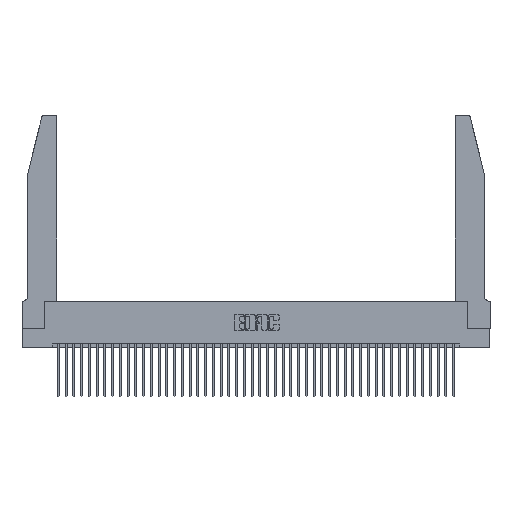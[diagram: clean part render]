
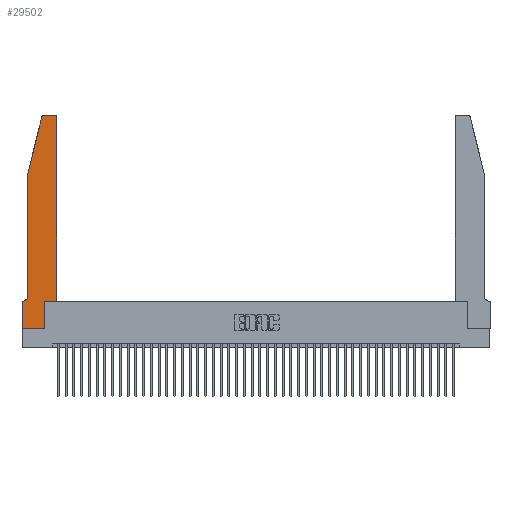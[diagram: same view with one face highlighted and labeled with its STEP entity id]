
A CAD part, top view. The second image highlights one B-rep face of the part: STEP entity #29502.
In plain terms, the highlighted planar face has unit normal (0, 0, 1).
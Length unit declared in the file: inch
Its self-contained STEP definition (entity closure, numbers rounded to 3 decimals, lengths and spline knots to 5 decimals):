
#29 = EDGE_CURVE ( 'NONE', #31339, #9907, #33398, .T. ) ;
#325 = CARTESIAN_POINT ( 'NONE',  ( 0.284, 2.72, 0.37 ) ) ;
#1025 = LINE ( 'NONE', #23107, #18319 ) ;
#2311 = CARTESIAN_POINT ( 'NONE',  ( 0.4205, 2.72, 0.37 ) ) ;
#2366 = CIRCLE ( 'NONE', #28588, 0.03 ) ;
#2703 = EDGE_CURVE ( 'NONE', #33999, #16454, #1025, .T. ) ;
#3747 = VECTOR ( 'NONE', #34018, 39.37008 ) ;
#3902 = DIRECTION ( 'NONE',  ( 1., 0., 0. ) ) ;
#4243 = EDGE_CURVE ( 'NONE', #36393, #33999, #38929, .T. ) ;
#4465 = PLANE ( 'NONE',  #17235 ) ;
#4711 = LINE ( 'NONE', #31686, #5817 ) ;
#4864 = DIRECTION ( 'NONE',  ( 1., 0., 0. ) ) ;
#4987 = EDGE_CURVE ( 'NONE', #16454, #6487, #38333, .T. ) ;
#4988 = CARTESIAN_POINT ( 'NONE',  ( 0.0055, 0.35, 0.37 ) ) ;
#5025 = CARTESIAN_POINT ( 'NONE',  ( 0.4505, 0.35, 0.37 ) ) ;
#5080 = ORIENTED_EDGE ( 'NONE', *, *, #20903, .T. ) ;
#5661 = CARTESIAN_POINT ( 'NONE',  ( 0.0755, 0.35, 0.37 ) ) ;
#5792 = DIRECTION ( 'NONE',  ( 0., 1., 0. ) ) ;
#5817 = VECTOR ( 'NONE', #24828, 39.37008 ) ;
#5838 = DIRECTION ( 'NONE',  ( 1., 0., 0. ) ) ;
#5846 = EDGE_LOOP ( 'NONE', ( #22517, #11510, #37232, #30324, #6664, #9416, #5080, #25937, #31770, #5901, #40046, #22160 ) ) ;
#5901 = ORIENTED_EDGE ( 'NONE', *, *, #29, .T. ) ;
#6391 = VERTEX_POINT ( 'NONE', #14976 ) ;
#6487 = VERTEX_POINT ( 'NONE', #4988 ) ;
#6664 = ORIENTED_EDGE ( 'NONE', *, *, #4987, .T. ) ;
#7241 = LINE ( 'NONE', #5661, #42255 ) ;
#7735 = VERTEX_POINT ( 'NONE', #43185 ) ;
#8304 = DIRECTION ( 'NONE',  ( 0., -1., 0. ) ) ;
#9416 = ORIENTED_EDGE ( 'NONE', *, *, #40336, .T. ) ;
#9907 = VERTEX_POINT ( 'NONE', #31658 ) ;
#11260 = AXIS2_PLACEMENT_3D ( 'NONE', #32243, #11961, #35614 ) ;
#11510 = ORIENTED_EDGE ( 'NONE', *, *, #30752, .T. ) ;
#11961 = DIRECTION ( 'NONE',  ( 0., 0., -1. ) ) ;
#13018 = CARTESIAN_POINT ( 'NONE',  ( 0.284, 2.75, 0.37 ) ) ;
#13572 = LINE ( 'NONE', #40881, #30532 ) ;
#14285 = CARTESIAN_POINT ( 'NONE',  ( 0., 0., 0.37 ) ) ;
#14791 = CARTESIAN_POINT ( 'NONE',  ( 0.2865, 0.35, 0.37 ) ) ;
#14873 = CARTESIAN_POINT ( 'NONE',  ( 0.0755, 2., 0.37 ) ) ;
#14904 = DIRECTION ( 'NONE',  ( 0., 0., 1. ) ) ;
#14976 = CARTESIAN_POINT ( 'NONE',  ( 0.4205, 2.75, 0.37 ) ) ;
#15416 = VECTOR ( 'NONE', #4864, 39.37008 ) ;
#16044 = CARTESIAN_POINT ( 'NONE',  ( 0.2865, 0.35, 0.37 ) ) ;
#16454 = VERTEX_POINT ( 'NONE', #43648 ) ;
#16500 = VERTEX_POINT ( 'NONE', #37324 ) ;
#16894 = CARTESIAN_POINT ( 'NONE',  ( 0.4505, 0.35, 0.37 ) ) ;
#17153 = CARTESIAN_POINT ( 'NONE',  ( 0.0755, 2., 0.37 ) ) ;
#17235 = AXIS2_PLACEMENT_3D ( 'NONE', #24782, #14904, #38578 ) ;
#17388 = EDGE_CURVE ( 'NONE', #37012, #6391, #2366, .T. ) ;
#18319 = VECTOR ( 'NONE', #26546, 39.37008 ) ;
#18721 = LINE ( 'NONE', #16894, #25592 ) ;
#19193 = AXIS2_PLACEMENT_3D ( 'NONE', #325, #24387, #3902 ) ;
#20779 = EDGE_CURVE ( 'NONE', #6391, #34396, #13572, .T. ) ;
#20903 = EDGE_CURVE ( 'NONE', #7735, #26174, #36306, .T. ) ;
#22160 = ORIENTED_EDGE ( 'NONE', *, *, #17388, .T. ) ;
#22517 = ORIENTED_EDGE ( 'NONE', *, *, #20779, .T. ) ;
#23107 = CARTESIAN_POINT ( 'NONE',  ( 0.0755, 2., 0.37 ) ) ;
#24017 = EDGE_CURVE ( 'NONE', #9907, #37012, #18721, .T. ) ;
#24387 = DIRECTION ( 'NONE',  ( 0., 0., 1. ) ) ;
#24782 = CARTESIAN_POINT ( 'NONE',  ( 0., 0.35, 0.37 ) ) ;
#24828 = DIRECTION ( 'NONE',  ( 1., 0., 0. ) ) ;
#25592 = VECTOR ( 'NONE', #43935, 39.37008 ) ;
#25937 = ORIENTED_EDGE ( 'NONE', *, *, #44133, .T. ) ;
#26174 = VERTEX_POINT ( 'NONE', #36807 ) ;
#26252 = DIRECTION ( 'NONE',  ( 0., 0., 1. ) ) ;
#26546 = DIRECTION ( 'NONE',  ( 0., -1., 0. ) ) ;
#27293 = VECTOR ( 'NONE', #8304, 39.37008 ) ;
#27824 = FACE_OUTER_BOUND ( 'NONE', #5846, .T. ) ;
#28588 = AXIS2_PLACEMENT_3D ( 'NONE', #2311, #26252, #5838 ) ;
#29502 = ADVANCED_FACE ( 'NONE', ( #27824 ), #4465, .T. ) ;
#29540 = DIRECTION ( 'NONE',  ( -1., 0., 0. ) ) ;
#30324 = ORIENTED_EDGE ( 'NONE', *, *, #2703, .T. ) ;
#30532 = VECTOR ( 'NONE', #37547, 39.37008 ) ;
#30752 = EDGE_CURVE ( 'NONE', #34396, #36393, #39849, .T. ) ;
#31290 = VECTOR ( 'NONE', #5792, 39.37008 ) ;
#31339 = VERTEX_POINT ( 'NONE', #14791 ) ;
#31347 = CARTESIAN_POINT ( 'NONE',  ( 0.25487, 2.72718, 0.37 ) ) ;
#31658 = CARTESIAN_POINT ( 'NONE',  ( 0.4505, 0.35, 0.37 ) ) ;
#31686 = CARTESIAN_POINT ( 'NONE',  ( 0., 0., 0.37 ) ) ;
#31770 = ORIENTED_EDGE ( 'NONE', *, *, #32234, .T. ) ;
#32234 = EDGE_CURVE ( 'NONE', #16500, #31339, #40229, .T. ) ;
#32243 = CARTESIAN_POINT ( 'NONE',  ( 0.0055, 0.42, 0.37 ) ) ;
#33398 = LINE ( 'NONE', #5025, #15416 ) ;
#33999 = VERTEX_POINT ( 'NONE', #14873 ) ;
#34018 = DIRECTION ( 'NONE',  ( -0.239, -0.971, 0. ) ) ;
#34396 = VERTEX_POINT ( 'NONE', #13018 ) ;
#35614 = DIRECTION ( 'NONE',  ( -1., 0., 0. ) ) ;
#36306 = LINE ( 'NONE', #14285, #27293 ) ;
#36393 = VERTEX_POINT ( 'NONE', #31347 ) ;
#36807 = CARTESIAN_POINT ( 'NONE',  ( 0., 0., 0.37 ) ) ;
#37012 = VERTEX_POINT ( 'NONE', #41049 ) ;
#37232 = ORIENTED_EDGE ( 'NONE', *, *, #4243, .T. ) ;
#37324 = CARTESIAN_POINT ( 'NONE',  ( 0.2865, 0., 0.37 ) ) ;
#37547 = DIRECTION ( 'NONE',  ( -1., 0., 0. ) ) ;
#38333 = CIRCLE ( 'NONE', #11260, 0.07 ) ;
#38578 = DIRECTION ( 'NONE',  ( 1., 0., 0. ) ) ;
#38929 = LINE ( 'NONE', #17153, #3747 ) ;
#39849 = CIRCLE ( 'NONE', #19193, 0.03 ) ;
#40046 = ORIENTED_EDGE ( 'NONE', *, *, #24017, .T. ) ;
#40229 = LINE ( 'NONE', #16044, #31290 ) ;
#40336 = EDGE_CURVE ( 'NONE', #6487, #7735, #7241, .T. ) ;
#40881 = CARTESIAN_POINT ( 'NONE',  ( 0.2605, 2.75, 0.37 ) ) ;
#41049 = CARTESIAN_POINT ( 'NONE',  ( 0.4505, 2.72, 0.37 ) ) ;
#42255 = VECTOR ( 'NONE', #29540, 39.37008 ) ;
#43185 = CARTESIAN_POINT ( 'NONE',  ( 0., 0.35, 0.37 ) ) ;
#43648 = CARTESIAN_POINT ( 'NONE',  ( 0.0755, 0.42, 0.37 ) ) ;
#43935 = DIRECTION ( 'NONE',  ( 0., 1., 0. ) ) ;
#44133 = EDGE_CURVE ( 'NONE', #26174, #16500, #4711, .T. ) ;
